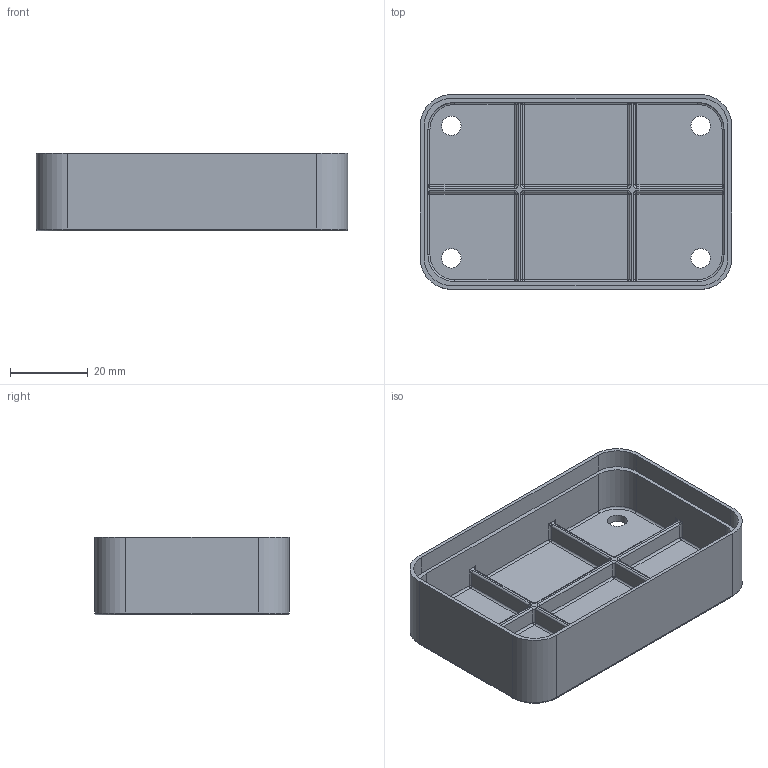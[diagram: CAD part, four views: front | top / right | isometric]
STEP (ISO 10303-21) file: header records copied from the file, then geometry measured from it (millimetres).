
FILE_DESCRIPTION( ( 'STEP Version 203' ), '1' );
FILE_NAME( ' ', '11/16/09 10:37:18', ( 'jphiggin' ), ( ' ' ), 'PSStep 10.1', 'DesignModeler STEP Output', ' ' );
FILE_SCHEMA( ( 'AUTOMOTIVE_DESIGN { 1 0 10303 214 1 1 1 1 }' ) );
Length unit declared in the file: metre
Products named in the file (1): 1
Bounding box: 80 x 50 x 20 mm (x, y, z)
Volume: 19818.6 mm3; surface area: 18180.8 mm2
Topology: 1 solids, 1 shells, 176 faces, 412 edges, 212 vertices
Faces by surface type: cylinder 88, plane 40, sphere 20, torus 16, bspline 12
Full cylindrical faces by diameter (mm): 5 x4, 7.617 x4
Entity records: 5751 total; most frequent: CARTESIAN_POINT 1893, DIRECTION 890, ORIENTED_EDGE 736, EDGE_CURVE 368, AXIS2_PLACEMENT_3D 357, VERTEX_POINT 208, EDGE_LOOP 198, FACE_OUTER_BOUND 184
